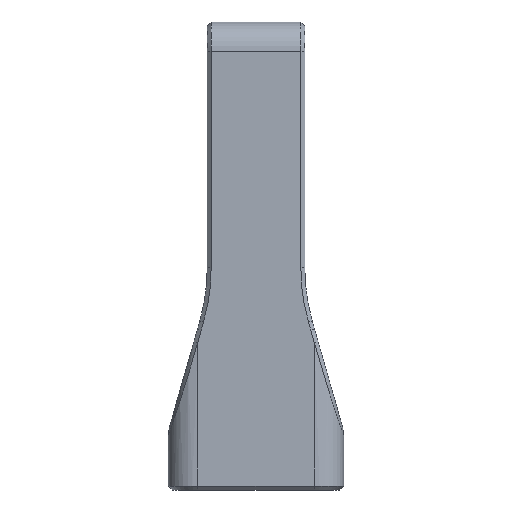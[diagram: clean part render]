
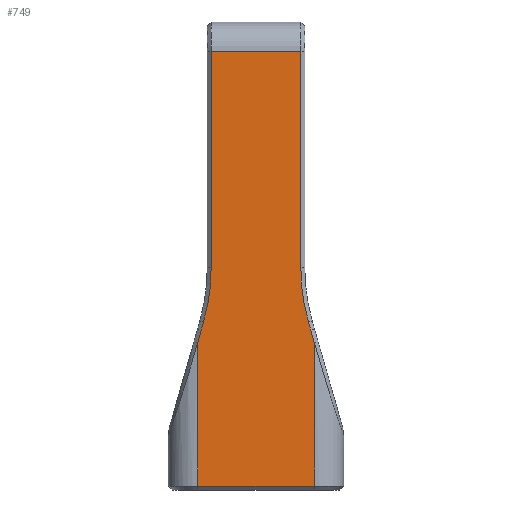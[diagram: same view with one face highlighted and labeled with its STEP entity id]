
A CAD part, left-side view. The second image highlights one B-rep face of the part: STEP entity #749.
In plain terms, the highlighted planar face has unit normal (-1, 0, 0).
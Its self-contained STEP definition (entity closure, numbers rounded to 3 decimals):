
#26=B_SPLINE_CURVE_WITH_KNOTS('',3,(#1236,#1237,#1238,#1239),
 .UNSPECIFIED.,.F.,.F.,(4,4),(-1.571,-1.443),
 .UNSPECIFIED.);
#32=B_SPLINE_CURVE_WITH_KNOTS('',3,(#1443,#1444,#1445,#1446),
 .UNSPECIFIED.,.F.,.F.,(4,4),(1.443,1.571),
 .UNSPECIFIED.);
#59=PLANE('',#826);
#107=FACE_OUTER_BOUND('',#158,.T.);
#158=EDGE_LOOP('',(#634,#635,#636,#637,#638,#639,#640,#641,#642,#643,#644,
#645));
#184=LINE('',#1104,#247);
#188=LINE('',#1116,#251);
#204=LINE('',#1289,#267);
#217=LINE('',#1328,#280);
#221=LINE('',#1340,#284);
#225=LINE('',#1472,#288);
#226=LINE('',#1474,#289);
#227=LINE('',#1475,#290);
#247=VECTOR('',#895,10.);
#251=VECTOR('',#907,10.);
#267=VECTOR('',#935,10.);
#280=VECTOR('',#978,10.);
#284=VECTOR('',#990,10.);
#288=VECTOR('',#1000,10.);
#289=VECTOR('',#1001,10.);
#290=VECTOR('',#1002,10.);
#311=CIRCLE('',#797,25.5);
#320=CIRCLE('',#822,25.5);
#341=VERTEX_POINT('',#1097);
#343=VERTEX_POINT('',#1103);
#345=VERTEX_POINT('',#1109);
#347=VERTEX_POINT('',#1115);
#354=VERTEX_POINT('',#1200);
#362=VERTEX_POINT('',#1288);
#372=VERTEX_POINT('',#1325);
#373=VERTEX_POINT('',#1327);
#375=VERTEX_POINT('',#1333);
#377=VERTEX_POINT('',#1338);
#378=VERTEX_POINT('',#1396);
#381=VERTEX_POINT('',#1473);
#408=EDGE_CURVE('',#341,#343,#184,.T.);
#413=EDGE_CURVE('',#343,#345,#311,.T.);
#414=EDGE_CURVE('',#345,#347,#188,.T.);
#425=EDGE_CURVE('',#347,#354,#26,.T.);
#438=EDGE_CURVE('',#362,#354,#204,.T.);
#457=EDGE_CURVE('',#372,#373,#217,.T.);
#461=EDGE_CURVE('',#375,#372,#320,.T.);
#463=EDGE_CURVE('',#377,#375,#221,.T.);
#470=EDGE_CURVE('',#378,#377,#32,.T.);
#473=EDGE_CURVE('',#373,#341,#225,.T.);
#474=EDGE_CURVE('',#381,#378,#226,.T.);
#475=EDGE_CURVE('',#362,#381,#227,.T.);
#634=ORIENTED_EDGE('',*,*,#408,.F.);
#635=ORIENTED_EDGE('',*,*,#473,.F.);
#636=ORIENTED_EDGE('',*,*,#457,.F.);
#637=ORIENTED_EDGE('',*,*,#461,.F.);
#638=ORIENTED_EDGE('',*,*,#463,.F.);
#639=ORIENTED_EDGE('',*,*,#470,.F.);
#640=ORIENTED_EDGE('',*,*,#474,.F.);
#641=ORIENTED_EDGE('',*,*,#475,.F.);
#642=ORIENTED_EDGE('',*,*,#438,.T.);
#643=ORIENTED_EDGE('',*,*,#425,.F.);
#644=ORIENTED_EDGE('',*,*,#414,.F.);
#645=ORIENTED_EDGE('',*,*,#413,.F.);
#749=ADVANCED_FACE('',(#107),#59,.T.);
#797=AXIS2_PLACEMENT_3D('',#1113,#903,#904);
#822=AXIS2_PLACEMENT_3D('',#1335,#985,#986);
#826=AXIS2_PLACEMENT_3D('',#1471,#998,#999);
#895=DIRECTION('',(0.,0.,-1.));
#903=DIRECTION('center_axis',(-1.,0.,0.));
#904=DIRECTION('ref_axis',(0.,0.99,-0.139));
#907=DIRECTION('',(0.,-0.275,-0.962));
#935=DIRECTION('',(0.,0.,1.));
#978=DIRECTION('',(0.,0.,1.));
#985=DIRECTION('center_axis',(-1.,0.,0.));
#986=DIRECTION('ref_axis',(0.,-0.99,-0.139));
#990=DIRECTION('',(0.,-0.275,0.962));
#998=DIRECTION('center_axis',(-1.,0.,0.));
#999=DIRECTION('ref_axis',(0.,-1.,0.));
#1000=DIRECTION('',(0.,-1.,0.));
#1001=DIRECTION('',(0.,0.,1.));
#1002=DIRECTION('',(0.,1.,0.));
#1097=CARTESIAN_POINT('',(-3.75,-13.25,56.25));
#1103=CARTESIAN_POINT('',(-3.75,-13.25,28.501));
#1104=CARTESIAN_POINT('',(-3.75,-13.25,12.5));
#1109=CARTESIAN_POINT('',(-3.75,-14.231,21.496));
#1113=CARTESIAN_POINT('Origin',(-3.75,-38.75,28.501));
#1115=CARTESIAN_POINT('',(-3.75,-14.519,20.488));
#1116=CARTESIAN_POINT('',(-3.75,-18.552,6.372));
#1200=CARTESIAN_POINT('',(-3.75,-15.,18.808));
#1236=CARTESIAN_POINT('Ctrl Pts',(-3.75,-14.519,20.488));
#1237=CARTESIAN_POINT('Ctrl Pts',(-3.75,-14.68,19.927));
#1238=CARTESIAN_POINT('Ctrl Pts',(-3.75,-14.84,19.366));
#1239=CARTESIAN_POINT('Ctrl Pts',(-3.75,-15.,18.808));
#1288=CARTESIAN_POINT('',(-3.75,-15.,0.5));
#1289=CARTESIAN_POINT('',(-3.75,-15.,0.));
#1325=CARTESIAN_POINT('',(-3.75,-1.75,28.501));
#1327=CARTESIAN_POINT('',(-3.75,-1.75,56.25));
#1328=CARTESIAN_POINT('',(-3.75,-1.75,30.));
#1333=CARTESIAN_POINT('',(-3.75,-0.769,21.496));
#1335=CARTESIAN_POINT('Origin',(-3.75,23.75,28.501));
#1338=CARTESIAN_POINT('',(-3.75,-0.481,20.488));
#1340=CARTESIAN_POINT('',(-3.75,1.618,13.141));
#1396=CARTESIAN_POINT('',(-3.75,0.,18.808));
#1443=CARTESIAN_POINT('Ctrl Pts',(-3.75,0.,18.808));
#1444=CARTESIAN_POINT('Ctrl Pts',(-3.75,-0.16,19.366));
#1445=CARTESIAN_POINT('Ctrl Pts',(-3.75,-0.32,19.927));
#1446=CARTESIAN_POINT('Ctrl Pts',(-3.75,-0.481,20.488));
#1471=CARTESIAN_POINT('Origin',(-3.75,0.,0.));
#1472=CARTESIAN_POINT('',(-3.75,-3.75,56.25));
#1473=CARTESIAN_POINT('',(-3.75,0.,0.5));
#1474=CARTESIAN_POINT('',(-3.75,0.,0.));
#1475=CARTESIAN_POINT('',(-3.75,-3.75,0.5));
